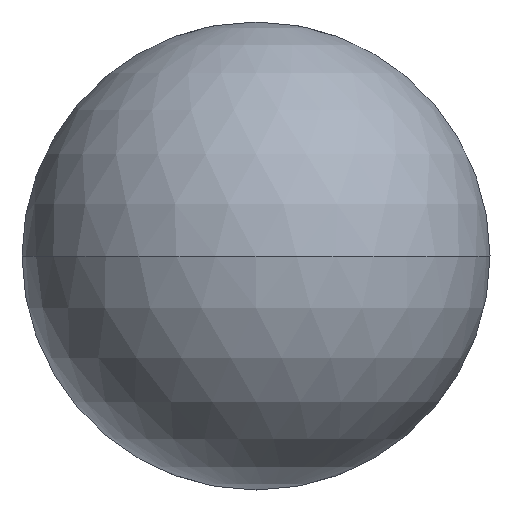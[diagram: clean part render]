
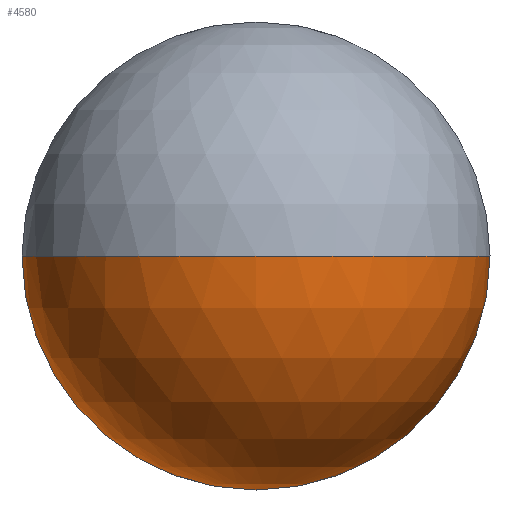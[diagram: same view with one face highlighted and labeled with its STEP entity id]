
A CAD part, left-side view. The second image highlights one B-rep face of the part: STEP entity #4580.
In plain terms, the highlighted spherical face has radius 2.5 mm.
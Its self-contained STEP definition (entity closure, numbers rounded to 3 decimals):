
#1939 = AXIS2_PLACEMENT_3D ( 'NONE', #4270, #4469, #4470 ) ;
#1945 = AXIS2_PLACEMENT_3D ( 'NONE', #4471, #4475, #4476 ) ;
#1947 = AXIS2_PLACEMENT_3D ( 'NONE', #4477, #4478, #4479 ) ;
#2353 = CARTESIAN_POINT ( 'NONE',  ( -6.1, 0., 0. ) ) ;
#2354 = DIRECTION ( 'NONE',  ( 0., 0., -1. ) ) ;
#2355 = DIRECTION ( 'NONE',  ( 0., -1., 0. ) ) ;
#2407 = CARTESIAN_POINT ( 'NONE',  ( -6.1, 2.5, 0. ) ) ;
#2408 = CARTESIAN_POINT ( 'NONE',  ( -8.6, 0., 0. ) ) ;
#2411 = CARTESIAN_POINT ( 'NONE',  ( -6.1, -2.5, 0. ) ) ;
#4270 = CARTESIAN_POINT ( 'NONE',  ( -6.1, 0., 0. ) ) ;
#4469 = DIRECTION ( 'NONE',  ( 0., 0., -1. ) ) ;
#4470 = DIRECTION ( 'NONE',  ( 0., 1., 0. ) ) ;
#4471 = CARTESIAN_POINT ( 'NONE',  ( -6.1, 0., 0. ) ) ;
#4475 = DIRECTION ( 'NONE',  ( 0., 0., 1. ) ) ;
#4476 = DIRECTION ( 'NONE',  ( 1., 0., 0. ) ) ;
#4477 = CARTESIAN_POINT ( 'NONE',  ( -6.1, 0., 0. ) ) ;
#4478 = DIRECTION ( 'NONE',  ( 1., 0., 0. ) ) ;
#4479 = DIRECTION ( 'NONE',  ( 0., 1., 0. ) ) ;
#4580 = ADVANCED_FACE ( 'NONE', ( #11550 ), #11556, .T. ) ;
#6044 = VERTEX_POINT ( 'NONE', #2407 ) ;
#6045 = VERTEX_POINT ( 'NONE', #2408 ) ;
#6048 = VERTEX_POINT ( 'NONE', #2411 ) ;
#6579 = EDGE_LOOP ( 'NONE', ( #6716, #6718, #6717 ) ) ;
#6716 = ORIENTED_EDGE ( 'NONE', *, *, #9282, .F. ) ;
#6717 = ORIENTED_EDGE ( 'NONE', *, *, #9283, .F. ) ;
#6718 = ORIENTED_EDGE ( 'NONE', *, *, #9280, .T. ) ;
#8568 = CIRCLE ( 'NONE', #1945, 2.5 ) ;
#8628 = CIRCLE ( 'NONE', #1939, 2.5 ) ;
#8629 = CIRCLE ( 'NONE', #1947, 2.5 ) ;
#9280 = EDGE_CURVE ( 'NONE', #6045, #6044, #8628, .T. ) ;
#9282 = EDGE_CURVE ( 'NONE', #6045, #6048, #8568, .T. ) ;
#9283 = EDGE_CURVE ( 'NONE', #6048, #6044, #8629, .T. ) ;
#11498 = AXIS2_PLACEMENT_3D ( 'NONE', #2353, #2354, #2355 ) ;
#11550 = FACE_OUTER_BOUND ( 'NONE', #6579, .T. ) ;
#11556 = SPHERICAL_SURFACE ( 'NONE', #11498, 2.5 ) ;
